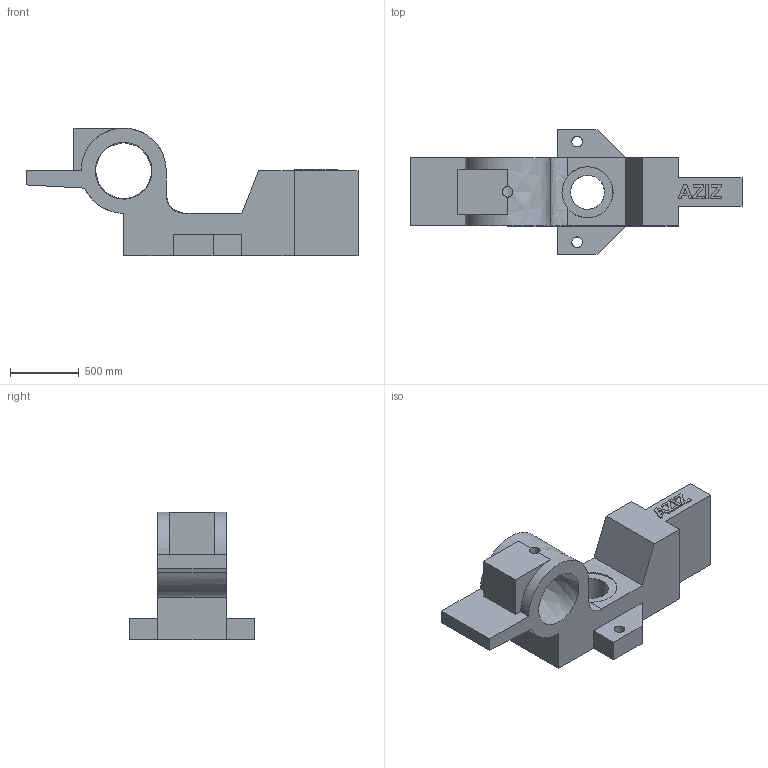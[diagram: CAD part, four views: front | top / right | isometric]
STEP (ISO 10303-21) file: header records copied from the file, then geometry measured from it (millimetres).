
FILE_DESCRIPTION(('FreeCAD Model'),'2;1');
FILE_NAME('Open CASCADE Shape Model','2025-05-03T21:56:01',('FreeCAD'),( 'FreeCAD'),'Open CASCADE STEP processor 7.6','FreeCAD','Unknown');
FILE_SCHEMA(('AUTOMOTIVE_DESIGN { 1 0 10303 214 1 1 1 1 }'));
Length unit declared in the file: millimetre
Products named in the file (1): Open CASCADE STEP translator 7.6 1
Bounding box: 2414.68 x 907.89 x 928.52 mm (x, y, z)
Volume: 436472745.2 mm3; surface area: 6506361.8 mm2
Topology: 1 solids, 1 shells, 78 faces, 217 edges, 145 vertices
Faces by surface type: bspline 78
Entity records: 2511 total; most frequent: CARTESIAN_POINT 1169, ORIENTED_EDGE 434, EDGE_CURVE 217, B_SPLINE_CURVE_WITH_KNOTS 198, VERTEX_POINT 145, FACE_BOUND 92, EDGE_LOOP 92, ADVANCED_FACE 78
